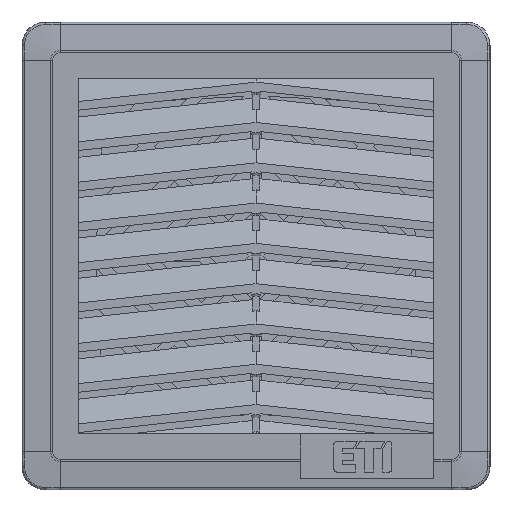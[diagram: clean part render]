
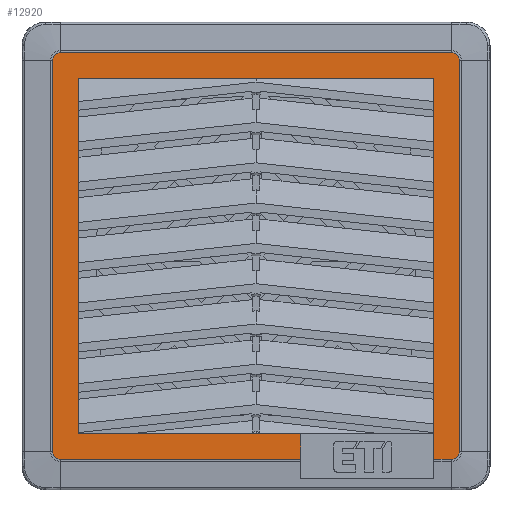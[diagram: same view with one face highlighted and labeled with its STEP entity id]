
A CAD part, front view. The second image highlights one B-rep face of the part: STEP entity #12920.
In plain terms, the highlighted planar face has unit normal (0, -1, 0).
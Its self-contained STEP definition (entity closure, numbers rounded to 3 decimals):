
#3190=DIRECTION('',(0.,0.,-1.));
#3191=VECTOR('',#3190,86.775);
#3192=CARTESIAN_POINT('',(340.45,-23.4,40.5));
#3193=LINE('',#3192,#3191);
#3197=DIRECTION('',(1.,0.,0.));
#3198=VECTOR('',#3197,80.9);
#3199=CARTESIAN_POINT('',(259.55,-23.4,40.5));
#3200=LINE('',#3199,#3198);
#3204=DIRECTION('',(0.,0.,1.));
#3205=VECTOR('',#3204,81.);
#3206=CARTESIAN_POINT('',(259.55,-23.4,-40.5));
#3207=LINE('',#3206,#3205);
#3211=DIRECTION('',(-1.,0.,0.));
#3212=VECTOR('',#3211,50.6);
#3213=CARTESIAN_POINT('',(310.15,-23.4,-40.5));
#3214=LINE('',#3213,#3212);
#3218=DIRECTION('',(0.,0.,1.));
#3219=VECTOR('',#3218,5.775);
#3220=CARTESIAN_POINT('',(310.15,-23.4,-46.275));
#3221=LINE('',#3220,#3219);
#3225=CARTESIAN_POINT('',(255.463,-23.4,
-44.537));
#3226=DIRECTION('',(0.,-1.,0.));
#3227=DIRECTION('',(-1.,0.,0.));
#3228=AXIS2_PLACEMENT_3D('',#3225,#3226,#3227);
#3233=CARTESIAN_POINT('',(255.463,-23.4,44.537));
#3234=DIRECTION('',(0.,-1.,0.));
#3235=DIRECTION('',(0.,0.,1.));
#3236=AXIS2_PLACEMENT_3D('',#3233,#3234,#3235);
#3241=CARTESIAN_POINT('',(344.537,-23.4,44.537));
#3242=DIRECTION('',(0.,-1.,0.));
#3243=DIRECTION('',(1.,0.,0.));
#3244=AXIS2_PLACEMENT_3D('',#3241,#3242,#3243);
#3249=CARTESIAN_POINT('',(344.537,-23.4,
-44.537));
#3250=DIRECTION('',(0.,-1.,0.));
#3251=DIRECTION('',(0.,0.,-1.));
#3252=AXIS2_PLACEMENT_3D('',#3249,#3250,#3251);
#3257=DIRECTION('',(-1.,0.,0.));
#3258=VECTOR('',#3257,4.087);
#3259=CARTESIAN_POINT('',(344.537,-23.4,
-46.275));
#3260=LINE('',#3259,#3258);
#3302=DIRECTION('',(0.,0.,-1.));
#3303=VECTOR('',#3302,89.073);
#3304=CARTESIAN_POINT('',(346.275,-23.4,44.537));
#3305=LINE('',#3304,#3303);
#3333=DIRECTION('',(1.,0.,0.));
#3334=VECTOR('',#3333,89.073);
#3335=CARTESIAN_POINT('',(255.463,-23.4,46.275));
#3336=LINE('',#3335,#3334);
#3371=DIRECTION('',(0.,0.,1.));
#3372=VECTOR('',#3371,89.073);
#3373=CARTESIAN_POINT('',(253.725,-23.4,
-44.537));
#3374=LINE('',#3373,#3372);
#3416=DIRECTION('',(-1.,0.,0.));
#3417=VECTOR('',#3416,54.687);
#3418=CARTESIAN_POINT('',(310.15,-23.4,-46.275));
#3419=LINE('',#3418,#3417);
#8627=CARTESIAN_POINT('',(344.537,-23.4,
-46.275));
#8628=CARTESIAN_POINT('',(340.45,-23.4,-46.275));
#8629=VERTEX_POINT('',#8627);
#8630=VERTEX_POINT('',#8628);
#8631=CARTESIAN_POINT('',(340.45,-23.4,40.5));
#8632=VERTEX_POINT('',#8631);
#8633=CARTESIAN_POINT('',(346.275,-23.4,44.537));
#8634=CARTESIAN_POINT('',(346.275,-23.4,
-44.537));
#8635=VERTEX_POINT('',#8633);
#8636=VERTEX_POINT('',#8634);
#8637=CARTESIAN_POINT('',(255.463,-23.4,46.275));
#8638=CARTESIAN_POINT('',(344.537,-23.4,46.275));
#8639=VERTEX_POINT('',#8637);
#8640=VERTEX_POINT('',#8638);
#8641=CARTESIAN_POINT('',(253.725,-23.4,
-44.537));
#8642=CARTESIAN_POINT('',(253.725,-23.4,44.537));
#8643=VERTEX_POINT('',#8641);
#8644=VERTEX_POINT('',#8642);
#8645=CARTESIAN_POINT('',(310.15,-23.4,-46.275));
#8646=CARTESIAN_POINT('',(255.463,-23.4,
-46.275));
#8647=VERTEX_POINT('',#8645);
#8648=VERTEX_POINT('',#8646);
#8649=CARTESIAN_POINT('',(310.15,-23.4,-40.5));
#8650=VERTEX_POINT('',#8649);
#8651=CARTESIAN_POINT('',(259.55,-23.4,-40.5));
#8652=VERTEX_POINT('',#8651);
#8653=CARTESIAN_POINT('',(259.55,-23.4,40.5));
#8654=VERTEX_POINT('',#8653);
#12890=CARTESIAN_POINT('',(355.531,-23.4,
-55.531));
#12891=DIRECTION('',(0.,-1.,0.));
#12892=DIRECTION('',(1.,0.,0.));
#12893=AXIS2_PLACEMENT_3D('',#12890,#12891,#12892);
#12894=PLANE('',#12893);
#12896=ORIENTED_EDGE('',*,*,#12895,.T.);
#12897=ORIENTED_EDGE('',*,*,#9865,.F.);
#12898=ORIENTED_EDGE('',*,*,#10319,.F.);
#12899=ORIENTED_EDGE('',*,*,#10423,.F.);
#12900=ORIENTED_EDGE('',*,*,#12878,.F.);
#12901=ORIENTED_EDGE('',*,*,#9815,.F.);
#12903=ORIENTED_EDGE('',*,*,#12902,.T.);
#12905=ORIENTED_EDGE('',*,*,#12904,.F.);
#12907=ORIENTED_EDGE('',*,*,#12906,.T.);
#12909=ORIENTED_EDGE('',*,*,#12908,.F.);
#12911=ORIENTED_EDGE('',*,*,#12910,.T.);
#12913=ORIENTED_EDGE('',*,*,#12912,.F.);
#12915=ORIENTED_EDGE('',*,*,#12914,.T.);
#12917=ORIENTED_EDGE('',*,*,#12916,.F.);
#12918=EDGE_LOOP('',(#12896,#12897,#12898,#12899,#12900,#12901,#12903,#12905,
#12907,#12909,#12911,#12913,#12915,#12917));
#12919=FACE_OUTER_BOUND('',#12918,.F.);
#3229=CIRCLE('',#3228,1.738);
#3237=CIRCLE('',#3236,1.738);
#3245=CIRCLE('',#3244,1.738);
#3253=CIRCLE('',#3252,1.738);
#9815=EDGE_CURVE('',#8647,#8650,#3221,.T.);
#9865=EDGE_CURVE('',#8632,#8630,#3193,.T.);
#10319=EDGE_CURVE('',#8654,#8632,#3200,.T.);
#10423=EDGE_CURVE('',#8652,#8654,#3207,.T.);
#12878=EDGE_CURVE('',#8650,#8652,#3214,.T.);
#12895=EDGE_CURVE('',#8629,#8630,#3260,.T.);
#12902=EDGE_CURVE('',#8647,#8648,#3419,.T.);
#12904=EDGE_CURVE('',#8643,#8648,#3229,.T.);
#12906=EDGE_CURVE('',#8643,#8644,#3374,.T.);
#12908=EDGE_CURVE('',#8639,#8644,#3237,.T.);
#12910=EDGE_CURVE('',#8639,#8640,#3336,.T.);
#12912=EDGE_CURVE('',#8635,#8640,#3245,.T.);
#12914=EDGE_CURVE('',#8635,#8636,#3305,.T.);
#12916=EDGE_CURVE('',#8629,#8636,#3253,.T.);
#12920=ADVANCED_FACE('',(#12919),#12894,.T.);
